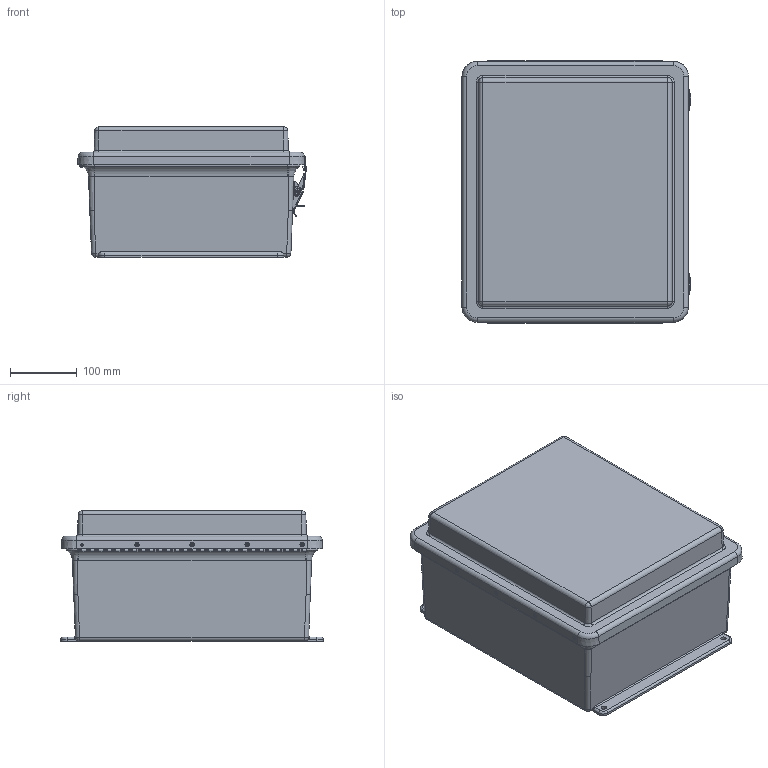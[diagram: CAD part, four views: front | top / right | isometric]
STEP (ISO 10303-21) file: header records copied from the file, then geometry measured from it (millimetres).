
FILE_DESCRIPTION(/* description */ (''),/* implementation_level */ '2;1');
FILE_NAME(/* name */ 'HW-RHJ141207CHQR.stp',/* time_stamp */ '2014-04-04T09:05:19-05:00',/* author */ ('jtigges'),/* organization */ (''),/* preprocessor_version */ 'ST-DEVELOPER v15.2',/* originating_system */ 'Autodesk Inventor 2014',/* authorisation */ '');
FILE_SCHEMA (('AUTOMOTIVE_DESIGN { 1 0 10303 214 3 1 1 }'));
Length unit declared in the file: inch
Products named in the file (24): J1412HL_6; RMINS45821P_277; RMINS45821P_278; RMINS45821P_279; RMINS45821P_280; J1412BHL; RMHINGCOV13; RMHINGPIN13; RMHINGBOX13; RMHING13; RJ1412HLCVR; GASKET_1412; WP1412HLU; RMRIV43; RMRIV44; RMKEEPSSL; Anchor Plate; Locking Layer; Hook blade; Hinge Pin_Lower; Hinge Pin_Upper; RMLATPLSSL; RJ1412HPL_STP
Bounding box: 343.46 x 393.7 x 195.65 mm (x, y, z)
Volume: 1957694.7 mm3; surface area: 1124340.8 mm2
Topology: 38 solids, 38 shells, 1101 faces, 2820 edges, 1833 vertices
Faces by surface type: plane 474, cylinder 456, torus 72, bspline 48, cone 47, sphere 4
Full cylindrical faces by diameter (mm): 2.159 x55, 2.64 x8, 3.048 x2, 3.175 x16, 3.302 x4, 3.327 x10, 3.429 x18, 3.556 x22, 3.861 x8, 3.962 x7, 4.306 x4, 5.537 x4, 6.35 x8, 6.858 x4, 7.62 x4, 9.525 x2
Entity records: 27671 total; most frequent: CARTESIAN_POINT 6267, DIRECTION 4557, ORIENTED_EDGE 4040, EDGE_CURVE 2020, AXIS2_PLACEMENT_3D 1725, VERTEX_POINT 1385, EDGE_LOOP 1211, LINE 1107
